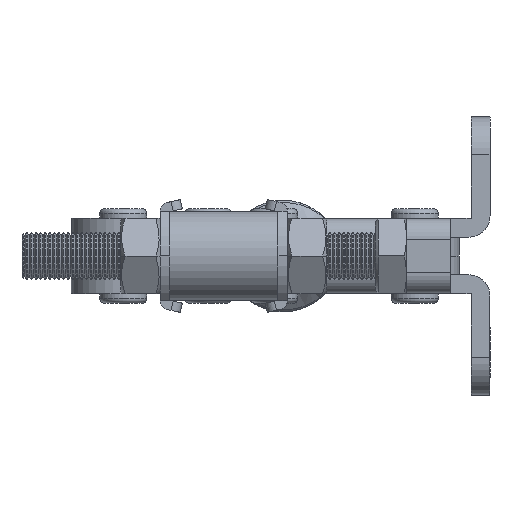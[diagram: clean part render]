
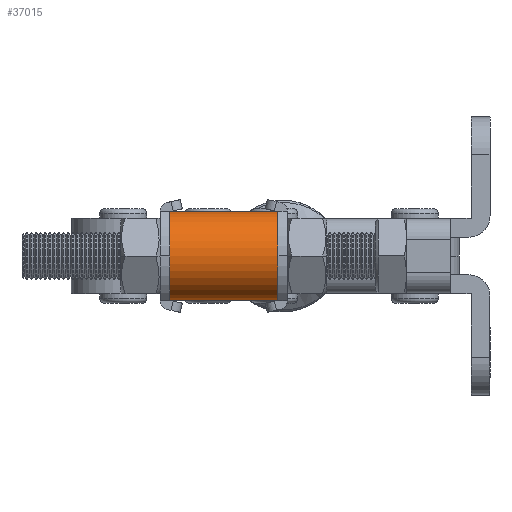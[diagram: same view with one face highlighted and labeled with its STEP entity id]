
A CAD part, left-side view. The second image highlights one B-rep face of the part: STEP entity #37015.
In plain terms, the highlighted cylindrical face has radius 9.5 mm (diameter 19 mm), a partial arc.
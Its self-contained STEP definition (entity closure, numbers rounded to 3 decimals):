
#2129 = LINE ( 'NONE', #9978, #2131 ) ;
#2131 = VECTOR ( 'NONE', #9976, 1000. ) ;
#2418 = CYLINDRICAL_SURFACE ( 'NONE', #24078, 9.5 ) ;
#2425 = FACE_OUTER_BOUND ( 'NONE', #17759, .T. ) ;
#5580 = DIRECTION ( 'NONE',  ( 0., 0., 1. ) ) ;
#5581 = DIRECTION ( 'NONE',  ( 0., -1., 0. ) ) ;
#5582 = CARTESIAN_POINT ( 'NONE',  ( 9.5, 23., 9.5 ) ) ;
#5585 = DIRECTION ( 'NONE',  ( 0., 0., 1. ) ) ;
#5586 = DIRECTION ( 'NONE',  ( 0., 1., 0. ) ) ;
#5587 = CARTESIAN_POINT ( 'NONE',  ( 9.5, 0., 9.5 ) ) ;
#5590 = DIRECTION ( 'NONE',  ( 0., 1., 0. ) ) ;
#5591 = CARTESIAN_POINT ( 'NONE',  ( 9.5, -45., 19. ) ) ;
#9976 = DIRECTION ( 'NONE',  ( 0., -1., 0. ) ) ;
#9978 = CARTESIAN_POINT ( 'NONE',  ( 9.5, -45., 0. ) ) ;
#10920 = DIRECTION ( 'NONE',  ( 0., 1., 0. ) ) ;
#10924 = CARTESIAN_POINT ( 'NONE',  ( 9.5, -45., 9.5 ) ) ;
#10943 = DIRECTION ( 'NONE',  ( 0., 0., 1. ) ) ;
#14019 = LINE ( 'NONE', #5591, #14022 ) ;
#14021 = CIRCLE ( 'NONE', #24390, 9.5 ) ;
#14022 = VECTOR ( 'NONE', #5590, 1000. ) ;
#14023 = CIRCLE ( 'NONE', #24391, 9.5 ) ;
#17759 = EDGE_LOOP ( 'NONE', ( #25064, #25256, #25133, #25070 ) ) ;
#24078 = AXIS2_PLACEMENT_3D ( 'NONE', #10924, #10920, #10943 ) ;
#24390 = AXIS2_PLACEMENT_3D ( 'NONE', #5587, #5586, #5585 ) ;
#24391 = AXIS2_PLACEMENT_3D ( 'NONE', #5582, #5581, #5580 ) ;
#25064 = ORIENTED_EDGE ( 'NONE', *, *, #37226, .T. ) ;
#25070 = ORIENTED_EDGE ( 'NONE', *, *, #37828, .T. ) ;
#25133 = ORIENTED_EDGE ( 'NONE', *, *, #37826, .T. ) ;
#25256 = ORIENTED_EDGE ( 'NONE', *, *, #37827, .T. ) ;
#27149 = VERTEX_POINT ( 'NONE', #36343 ) ;
#27189 = VERTEX_POINT ( 'NONE', #36288 ) ;
#28383 = VERTEX_POINT ( 'NONE', #35458 ) ;
#28525 = VERTEX_POINT ( 'NONE', #35291 ) ;
#35291 = CARTESIAN_POINT ( 'NONE',  ( 9.5, 0., 0. ) ) ;
#35458 = CARTESIAN_POINT ( 'NONE',  ( 9.5, 23., 0. ) ) ;
#36288 = CARTESIAN_POINT ( 'NONE',  ( 9.5, 23., 19. ) ) ;
#36343 = CARTESIAN_POINT ( 'NONE',  ( 9.5, 0., 19. ) ) ;
#37015 = ADVANCED_FACE ( 'NONE', ( #2425 ), #2418, .T. ) ;
#37226 = EDGE_CURVE ( 'NONE', #28383, #28525, #2129, .T. ) ;
#37826 = EDGE_CURVE ( 'NONE', #27149, #27189, #14019, .T. ) ;
#37827 = EDGE_CURVE ( 'NONE', #28525, #27149, #14021, .T. ) ;
#37828 = EDGE_CURVE ( 'NONE', #27189, #28383, #14023, .T. ) ;
